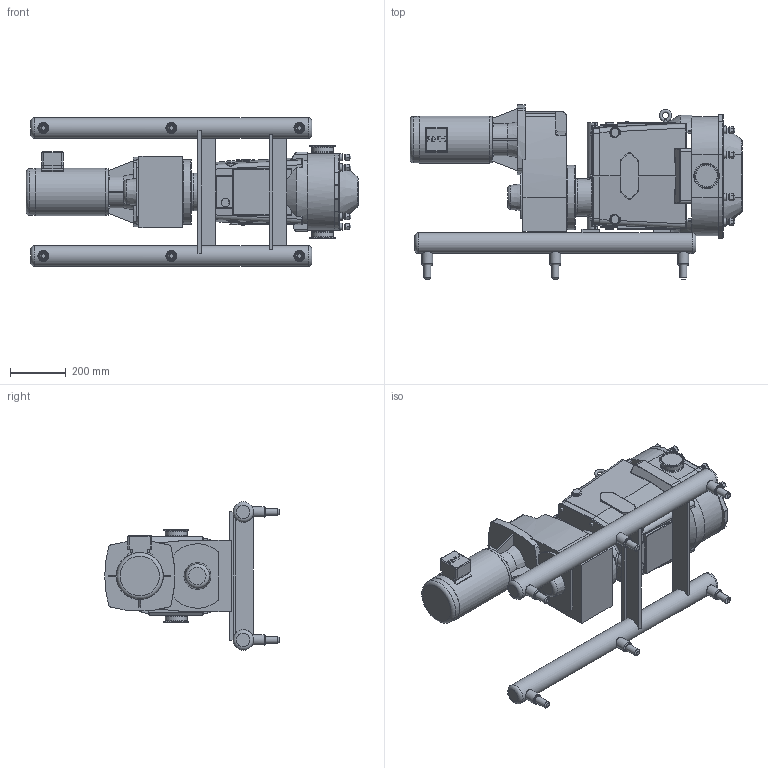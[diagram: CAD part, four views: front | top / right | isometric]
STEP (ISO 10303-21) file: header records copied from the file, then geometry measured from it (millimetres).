
FILE_DESCRIPTION(/* description */ (''),/* implementation_level */ '2;1');
FILE_NAME(/* name */ 'U2_180U2_145TC_3x3_S-Line_2HP_SM.stp',/* time_stamp */ '2020-10-20T15:42:53+05:00',/* author */ ('trtmhr'),/* organization */ (''),/* preprocessor_version */ 'ST-DEVELOPER v17',/* originating_system */ 'Autodesk Inventor 2018',/* authorisation */ '');
FILE_SCHEMA (('AUTOMOTIVE_DESIGN { 1 0 10303 214 3 1 1 }'));
Length unit declared in the file: inch
Products named in the file (1): U2_180U2_145TC_3x3_S-Line_2HP_SM
Bounding box: 1185.77 x 623.11 x 530.23 mm (x, y, z)
Volume: 80198969.8 mm3; surface area: 2480962.8 mm2
Topology: 6 solids, 6 shells, 1085 faces, 2789 edges, 1778 vertices
Faces by surface type: plane 480, cylinder 287, bspline 148, torus 99, cone 45, sphere 26
Full cylindrical faces by diameter (mm): 5.08 x1, 12.395 x5, 12.7 x4, 19.05 x8, 25.4 x14, 30.48 x1, 38.1 x6, 76.2 x2, 78.461 x2, 78.486 x2, 79.477 x2, 91.008 x2, 133.35 x1, 165.989 x1, 166.116 x1, 168.402 x1, 229.997 x1, 230.124 x1
Entity records: 37887 total; most frequent: CARTESIAN_POINT 11414, ORIENTED_EDGE 5560, DIRECTION 5475, EDGE_CURVE 2780, AXIS2_PLACEMENT_3D 2049, VERTEX_POINT 1778, LINE 1377, VECTOR 1377
